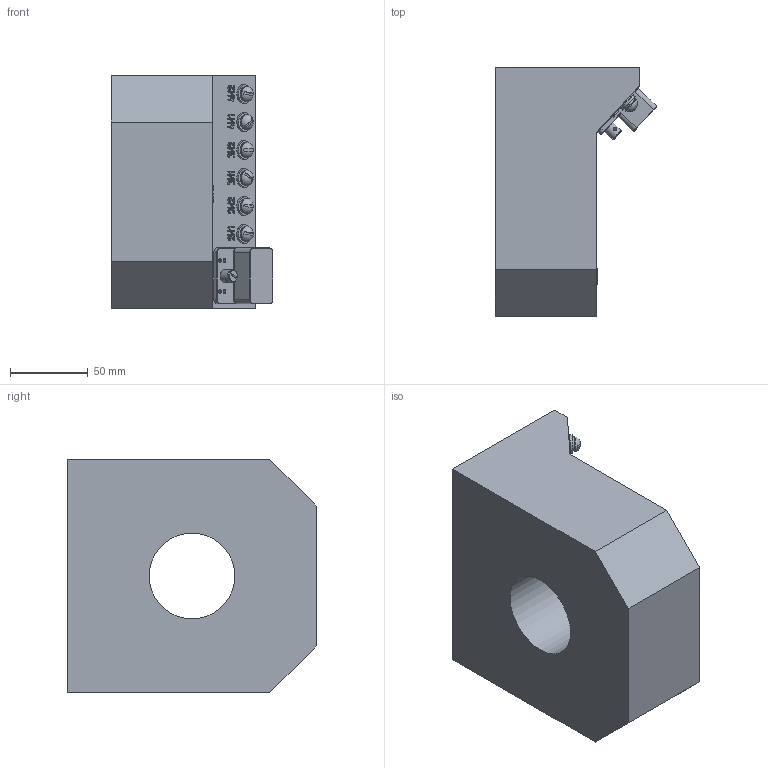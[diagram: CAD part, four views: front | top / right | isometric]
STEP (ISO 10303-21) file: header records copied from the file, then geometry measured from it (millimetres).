
FILE_DESCRIPTION(('STEP AP242'), '1');
FILE_NAME('ﾒﾘ-ﾝﾊ ﾌ1 65', '', ('UNSPECIFIED'), ('UNSPECIFIED'), 'ASCON STEP Converter 1.6', 'ASCON Math Kernel', '');
FILE_SCHEMA(('AP242_MANAGED_MODEL_BASED_3D_ENGINEERING_MIM_LF { 1 0 10303 442 1 1 4 }'));
Length unit declared in the file: millimetre
Products named in the file (11): 鎗鵻罻 楟.8.211.004
Assembly tree (25 placements, depth 3):
  (unnamed)
    (unnamed)
    鎗鵻罻 楟.8.211.004  x8
    (unnamed)
    (unnamed)
    (unnamed)
    (unnamed)  x8
      (unnamed)
      (unnamed)
      (unnamed)
    (unnamed)  x2
Bounding box: 104.07 x 160 x 150 mm (x, y, z)
Volume: 1468680.1 mm3; surface area: 132350.3 mm2
Topology: 38 solids, 38 shells, 1877 faces, 5006 edges, 3253 vertices
Faces by surface type: cylinder 1096, plane 676, torus 52, cone 43, sphere 8, bspline 2
Full cylindrical faces by diameter (mm): 2 x4, 2.5 x1, 4 x8, 4.134 x1, 4.917 x8, 5 x1, 5.5 x1, 6 x9, 6.4 x8, 6.8 x1, 8 x1, 8.376 x2, 10 x24, 11.16 x2, 12 x8, 14 x6, 55 x1
Entity records: 65304 total; most frequent: CARTESIAN_POINT 10207, DIRECTION 9519, ORIENTED_EDGE 8560, EDGE_CURVE 4280, AXIS2_PLACEMENT_3D 3699, VERTEX_POINT 2847, CIRCLE 2121, LINE 2121
